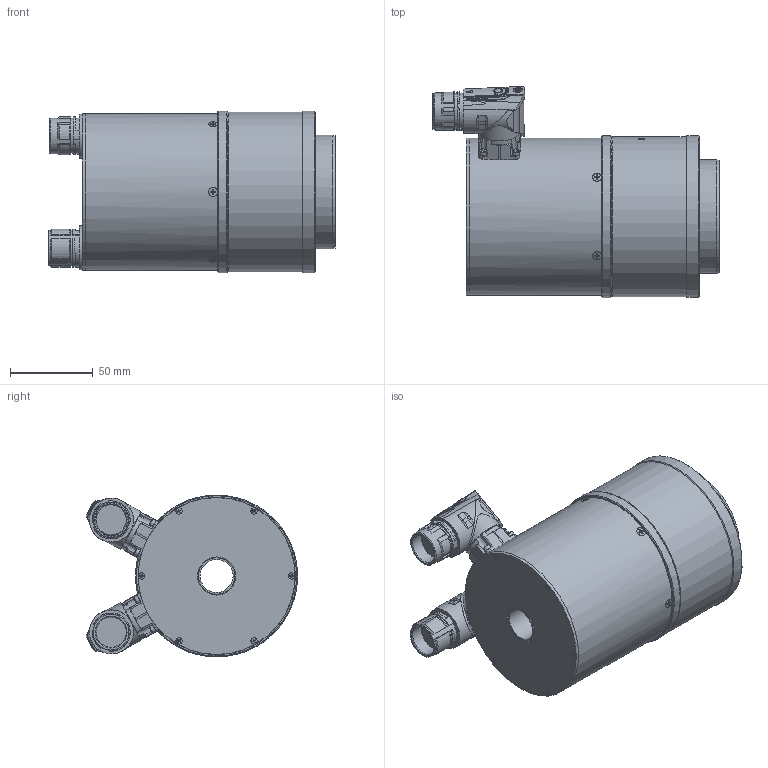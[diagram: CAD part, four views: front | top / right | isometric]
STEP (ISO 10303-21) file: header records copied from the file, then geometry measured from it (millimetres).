
FILE_DESCRIPTION(/* description */ (''),/* implementation_level */ '2;1');
FILE_NAME(/* name */ '',/* time_stamp */ '2024-11-01T09:06:01+08:00',/* author */ ('tao.xu'),/* organization */ (''),/* preprocessor_version */ 'ST-DEVELOPER v20',/* originating_system */ 'Autodesk Inventor 2024',/* authorisation */ '');
FILE_SCHEMA (('AUTOMOTIVE_DESIGN { 1 0 10303 214 3 1 1 }'));
Products named in the file (1): 零件2
Bounding box: 173.16 x 127.75 x 98 mm (x, y, z)
Volume: 1074669.9 mm3; surface area: 94379 mm2
Topology: 1 solids, 32 shells, 1402 faces, 3601 edges, 2369 vertices
Faces by surface type: plane 628, cylinder 315, cone 238, torus 113, bspline 96, sphere 12
Full cylindrical faces by diameter (mm): 1.74 x6, 2.2 x6, 2.5 x8, 3.26 x8, 3.3 x24, 4 x12, 4.2 x2, 4.5 x22, 5.5 x2, 5.9 x2, 7 x12, 8 x12, 18.3 x2, 20 x1, 21.15 x1, 21.6 x1, 22 x2, 23 x2, 24.3 x2, 25.178 x1, 26.4 x1, 69 x1, 95 x2, 97 x1, 98 x2
Entity records: 53050 total; most frequent: CARTESIAN_POINT 18754, ORIENTED_EDGE 7118, DIRECTION 6480, EDGE_CURVE 3559, AXIS2_PLACEMENT_3D 2555, VERTEX_POINT 2363, EDGE_LOOP 1600, FACE_OUTER_BOUND 1402
